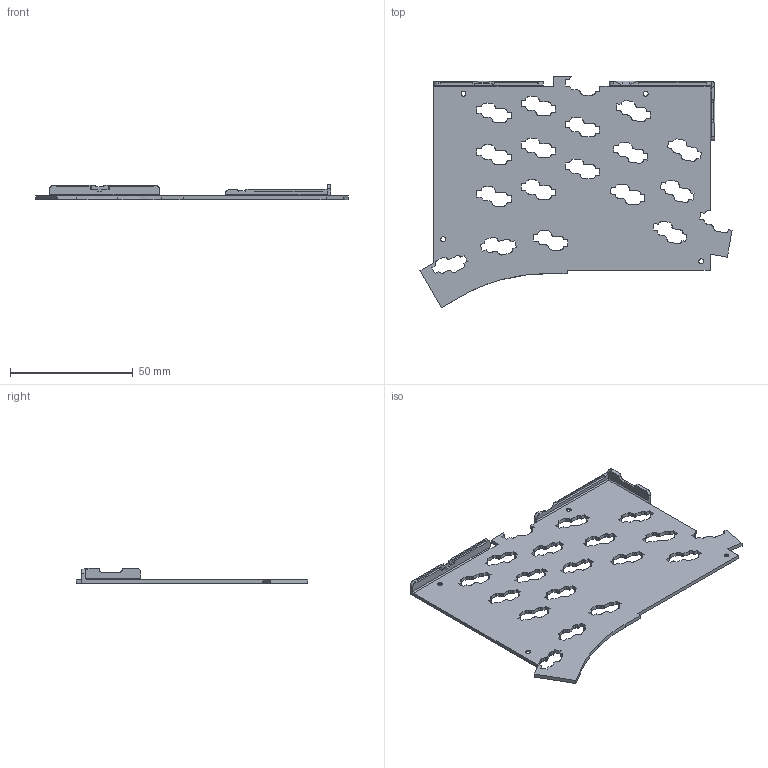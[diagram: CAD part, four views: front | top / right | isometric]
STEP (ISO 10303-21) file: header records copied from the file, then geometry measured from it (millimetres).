
FILE_DESCRIPTION(/* description */ (''),/* implementation_level */ '2;1');
FILE_NAME(/* name */ 'TOTEM case_v06_noTRRS_bottomRight.step',/* time_stamp */ '2022-11-13T22:52:22+01:00',/* author */ (''),/* organization */ (''),/* preprocessor_version */ 'ST-DEVELOPER v19.2',/* originating_system */ 'Autodesk Translation Framework v11.17.0.187',/* authorisation */ '');
FILE_SCHEMA (('AUTOMOTIVE_DESIGN { 1 0 10303 214 3 1 1 }'));
Length unit declared in the file: millimetre
Products named in the file (1): TOTEM case_v06
Bounding box: 127.21 x 94.46 x 6.2 mm (x, y, z)
Volume: 12232.5 mm3; surface area: 18280.1 mm2
Topology: 1 solids, 1 shells, 769 faces, 2269 edges, 1506 vertices
Faces by surface type: plane 393, bspline 347, cylinder 19, cone 10
Full cylindrical faces by diameter (mm): 2 x4, 9 x4
Entity records: 27733 total; most frequent: CARTESIAN_POINT 9317, ORIENTED_EDGE 4538, DIRECTION 2603, EDGE_CURVE 2269, LINE 1523, VECTOR 1523, VERTEX_POINT 1506, EDGE_LOOP 815
